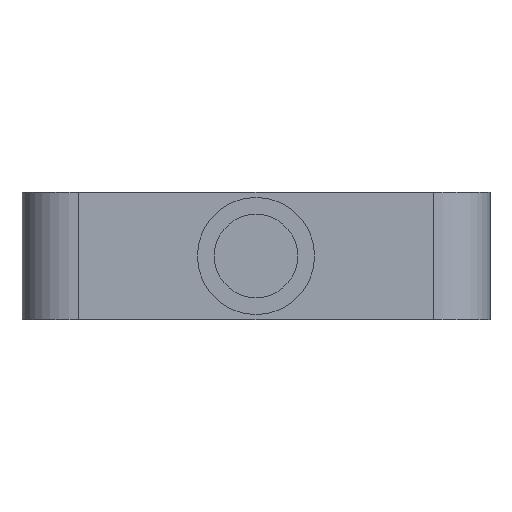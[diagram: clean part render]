
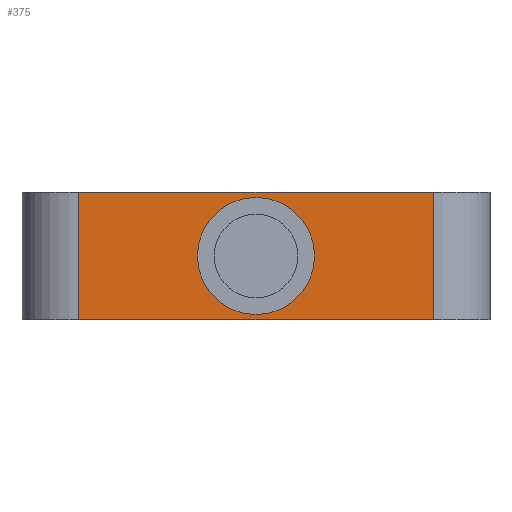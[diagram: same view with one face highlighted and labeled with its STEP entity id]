
A CAD part, left-side view. The second image highlights one B-rep face of the part: STEP entity #375.
In plain terms, the highlighted planar face has unit normal (-1, 0, 0).
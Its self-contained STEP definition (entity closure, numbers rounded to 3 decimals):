
#4 = FACE_OUTER_BOUND ( 'NONE', #44, .T. ) ;
#44 = EDGE_LOOP ( 'NONE', ( #72, #75, #111, #335 ) ) ;
#70 = FACE_BOUND ( 'NONE', #83, .T. ) ;
#72 = ORIENTED_EDGE ( 'NONE', *, *, #409, .T. ) ;
#75 = ORIENTED_EDGE ( 'NONE', *, *, #478, .F. ) ;
#83 = EDGE_LOOP ( 'NONE', ( #286, #272 ) ) ;
#104 = LINE ( 'NONE', #736, #171 ) ;
#111 = ORIENTED_EDGE ( 'NONE', *, *, #391, .F. ) ;
#171 = VECTOR ( 'NONE', #730, 1000. ) ;
#272 = ORIENTED_EDGE ( 'NONE', *, *, #486, .T. ) ;
#286 = ORIENTED_EDGE ( 'NONE', *, *, #402, .T. ) ;
#335 = ORIENTED_EDGE ( 'NONE', *, *, #477, .T. ) ;
#375 = ADVANCED_FACE ( 'NONE', ( #70, #4 ), #776, .F. ) ;
#391 = EDGE_CURVE ( 'NONE', #913, #900, #104, .T. ) ;
#402 = EDGE_CURVE ( 'NONE', #901, #917, #1096, .T. ) ;
#409 = EDGE_CURVE ( 'NONE', #905, #892, #1142, .T. ) ;
#477 = EDGE_CURVE ( 'NONE', #913, #905, #1121, .T. ) ;
#478 = EDGE_CURVE ( 'NONE', #900, #892, #1100, .T. ) ;
#486 = EDGE_CURVE ( 'NONE', #917, #901, #1119, .T. ) ;
#502 = AXIS2_PLACEMENT_3D ( 'NONE', #837, #749, #832 ) ;
#521 = AXIS2_PLACEMENT_3D ( 'NONE', #662, #693, #692 ) ;
#546 = AXIS2_PLACEMENT_3D ( 'NONE', #1025, #1005, #1004 ) ;
#563 = DIRECTION ( 'NONE',  ( 0., 0., -1. ) ) ;
#564 = CARTESIAN_POINT ( 'NONE',  ( -70., -53., 38. ) ) ;
#565 = DIRECTION ( 'NONE',  ( 0., 0., -1. ) ) ;
#605 = CARTESIAN_POINT ( 'NONE',  ( -70., 53., 38. ) ) ;
#662 = CARTESIAN_POINT ( 'NONE',  ( -70., 0., 19. ) ) ;
#672 = DIRECTION ( 'NONE',  ( 0., -1., 0. ) ) ;
#684 = CARTESIAN_POINT ( 'NONE',  ( -70., -53., 0. ) ) ;
#692 = DIRECTION ( 'NONE',  ( 0., 1., 0. ) ) ;
#693 = DIRECTION ( 'NONE',  ( 1., 0., 0. ) ) ;
#730 = DIRECTION ( 'NONE',  ( 0., -1., 0. ) ) ;
#736 = CARTESIAN_POINT ( 'NONE',  ( -70., -53., 38. ) ) ;
#749 = DIRECTION ( 'NONE',  ( 1., 0., 0. ) ) ;
#776 = PLANE ( 'NONE',  #502 ) ;
#832 = DIRECTION ( 'NONE',  ( 0., 0., -1. ) ) ;
#837 = CARTESIAN_POINT ( 'NONE',  ( -70., -53., 38. ) ) ;
#853 = CARTESIAN_POINT ( 'NONE',  ( -70., -53., 38. ) ) ;
#856 = CARTESIAN_POINT ( 'NONE',  ( -70., 53., 38. ) ) ;
#892 = VERTEX_POINT ( 'NONE', #1041 ) ;
#900 = VERTEX_POINT ( 'NONE', #853 ) ;
#901 = VERTEX_POINT ( 'NONE', #958 ) ;
#905 = VERTEX_POINT ( 'NONE', #1037 ) ;
#913 = VERTEX_POINT ( 'NONE', #856 ) ;
#917 = VERTEX_POINT ( 'NONE', #1000 ) ;
#958 = CARTESIAN_POINT ( 'NONE',  ( -70., 17.5, 19. ) ) ;
#1000 = CARTESIAN_POINT ( 'NONE',  ( -70., -17.5, 19. ) ) ;
#1004 = DIRECTION ( 'NONE',  ( 0., 1., 0. ) ) ;
#1005 = DIRECTION ( 'NONE',  ( 1., 0., 0. ) ) ;
#1025 = CARTESIAN_POINT ( 'NONE',  ( -70., 0., 19. ) ) ;
#1037 = CARTESIAN_POINT ( 'NONE',  ( -70., 53., 0. ) ) ;
#1041 = CARTESIAN_POINT ( 'NONE',  ( -70., -53., 0. ) ) ;
#1055 = VECTOR ( 'NONE', #672, 1000. ) ;
#1076 = VECTOR ( 'NONE', #565, 1000. ) ;
#1077 = VECTOR ( 'NONE', #563, 1000. ) ;
#1096 = CIRCLE ( 'NONE', #521, 17.5 ) ;
#1100 = LINE ( 'NONE', #564, #1076 ) ;
#1119 = CIRCLE ( 'NONE', #546, 17.5 ) ;
#1121 = LINE ( 'NONE', #605, #1077 ) ;
#1142 = LINE ( 'NONE', #684, #1055 ) ;
